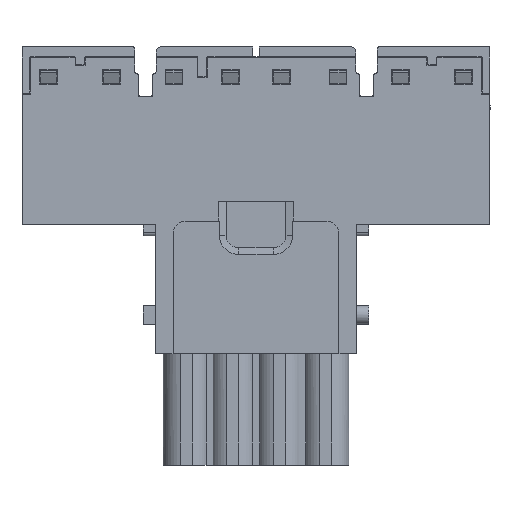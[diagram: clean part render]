
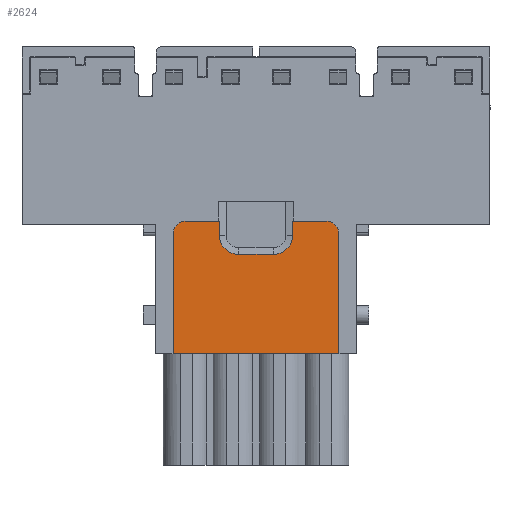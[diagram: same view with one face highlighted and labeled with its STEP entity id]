
A CAD part, left-side view. The second image highlights one B-rep face of the part: STEP entity #2624.
In plain terms, the highlighted planar face has unit normal (-1, 0, 0).
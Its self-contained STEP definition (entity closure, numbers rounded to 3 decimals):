
#2540=AXIS2_PLACEMENT_3D('Plane Axis2P3D',#2537,#2538,#2539) ;
#2544=AXIS2_PLACEMENT_3D('Circle Axis2P3D',#2542,#2543,$) ;
#2565=AXIS2_PLACEMENT_3D('Circle Axis2P3D',#2563,#2564,$) ;
#2579=AXIS2_PLACEMENT_3D('Circle Axis2P3D',#2577,#2578,$) ;
#2600=AXIS2_PLACEMENT_3D('Circle Axis2P3D',#2598,#2599,$) ;
#124=CARTESIAN_POINT('Vertex',(0.02,22.75,16.8)) ;
#127=CARTESIAN_POINT('Line Origine',(0.02,35.25,16.8)) ;
#131=CARTESIAN_POINT('Vertex',(0.02,47.75,16.8)) ;
#2522=CARTESIAN_POINT('Vertex',(0.02,22.75,34.75)) ;
#2525=CARTESIAN_POINT('Line Origine',(0.02,22.75,25.775)) ;
#2537=CARTESIAN_POINT('Axis2P3D Location',(0.02,35.25,36.1)) ;
#2542=CARTESIAN_POINT('Axis2P3D Location',(0.02,24.75,34.75)) ;
#2546=CARTESIAN_POINT('Vertex',(0.02,24.75,36.75)) ;
#2549=CARTESIAN_POINT('Line Origine',(0.02,27.24,36.75)) ;
#2553=CARTESIAN_POINT('Vertex',(0.02,29.729,36.75)) ;
#2556=CARTESIAN_POINT('Line Origine',(0.02,29.729,35.683)) ;
#2560=CARTESIAN_POINT('Vertex',(0.02,29.729,34.616)) ;
#2563=CARTESIAN_POINT('Axis2P3D Location',(0.02,32.616,34.616)) ;
#2567=CARTESIAN_POINT('Vertex',(0.02,32.616,31.729)) ;
#2570=CARTESIAN_POINT('Line Origine',(0.02,35.25,31.729)) ;
#2574=CARTESIAN_POINT('Vertex',(0.02,37.884,31.729)) ;
#2577=CARTESIAN_POINT('Axis2P3D Location',(0.02,37.884,34.616)) ;
#2581=CARTESIAN_POINT('Vertex',(0.02,40.771,34.616)) ;
#2584=CARTESIAN_POINT('Line Origine',(0.02,40.771,35.683)) ;
#2588=CARTESIAN_POINT('Vertex',(0.02,40.771,36.75)) ;
#2591=CARTESIAN_POINT('Line Origine',(0.02,43.26,36.75)) ;
#2595=CARTESIAN_POINT('Vertex',(0.02,45.75,36.75)) ;
#2598=CARTESIAN_POINT('Axis2P3D Location',(0.02,45.75,34.75)) ;
#2602=CARTESIAN_POINT('Vertex',(0.02,47.75,34.75)) ;
#2605=CARTESIAN_POINT('Line Origine',(0.02,47.75,25.775)) ;
#128=DIRECTION('Vector Direction',(0.,1.,0.)) ;
#2526=DIRECTION('Vector Direction',(0.,0.,1.)) ;
#2538=DIRECTION('Axis2P3D Direction',(1.,0.,0.)) ;
#2539=DIRECTION('Axis2P3D XDirection',(0.,1.,0.)) ;
#2543=DIRECTION('Axis2P3D Direction',(1.,0.,0.)) ;
#2550=DIRECTION('Vector Direction',(0.,1.,0.)) ;
#2557=DIRECTION('Vector Direction',(0.,0.,1.)) ;
#2564=DIRECTION('Axis2P3D Direction',(1.,0.,0.)) ;
#2571=DIRECTION('Vector Direction',(0.,-1.,0.)) ;
#2578=DIRECTION('Axis2P3D Direction',(1.,0.,0.)) ;
#2585=DIRECTION('Vector Direction',(0.,0.,1.)) ;
#2592=DIRECTION('Vector Direction',(0.,1.,0.)) ;
#2599=DIRECTION('Axis2P3D Direction',(1.,0.,0.)) ;
#2606=DIRECTION('Vector Direction',(0.,0.,-1.)) ;
#129=VECTOR('Line Direction',#128,1.) ;
#2527=VECTOR('Line Direction',#2526,1.) ;
#2551=VECTOR('Line Direction',#2550,1.) ;
#2558=VECTOR('Line Direction',#2557,1.) ;
#2572=VECTOR('Line Direction',#2571,1.) ;
#2586=VECTOR('Line Direction',#2585,1.) ;
#2593=VECTOR('Line Direction',#2592,1.) ;
#2607=VECTOR('Line Direction',#2606,1.) ;
#2611=ORIENTED_EDGE('',*,*,#133,.F.) ;
#2612=ORIENTED_EDGE('',*,*,#2529,.T.) ;
#2613=ORIENTED_EDGE('',*,*,#2548,.T.) ;
#2614=ORIENTED_EDGE('',*,*,#2555,.T.) ;
#2615=ORIENTED_EDGE('',*,*,#2562,.F.) ;
#2616=ORIENTED_EDGE('',*,*,#2569,.T.) ;
#2617=ORIENTED_EDGE('',*,*,#2576,.F.) ;
#2618=ORIENTED_EDGE('',*,*,#2583,.T.) ;
#2619=ORIENTED_EDGE('',*,*,#2590,.T.) ;
#2620=ORIENTED_EDGE('',*,*,#2597,.T.) ;
#2621=ORIENTED_EDGE('',*,*,#2604,.T.) ;
#2622=ORIENTED_EDGE('',*,*,#2609,.T.) ;
#2624=ADVANCED_FACE('Hauptk\X2\00F6\X0\rper',(#2623),#2541,.F.) ;
#2545=CIRCLE('generated circle',#2544,2.) ;
#2566=CIRCLE('generated circle',#2565,2.887) ;
#2580=CIRCLE('generated circle',#2579,2.887) ;
#2601=CIRCLE('generated circle',#2600,2.) ;
#133=EDGE_CURVE('',#125,#132,#130,.T.) ;
#2529=EDGE_CURVE('',#125,#2523,#2528,.T.) ;
#2548=EDGE_CURVE('',#2523,#2547,#2545,.F.) ;
#2555=EDGE_CURVE('',#2547,#2554,#2552,.T.) ;
#2562=EDGE_CURVE('',#2561,#2554,#2559,.T.) ;
#2569=EDGE_CURVE('',#2561,#2568,#2566,.T.) ;
#2576=EDGE_CURVE('',#2575,#2568,#2573,.T.) ;
#2583=EDGE_CURVE('',#2575,#2582,#2580,.T.) ;
#2590=EDGE_CURVE('',#2582,#2589,#2587,.T.) ;
#2597=EDGE_CURVE('',#2589,#2596,#2594,.T.) ;
#2604=EDGE_CURVE('',#2596,#2603,#2601,.F.) ;
#2609=EDGE_CURVE('',#2603,#132,#2608,.T.) ;
#2610=EDGE_LOOP('',(#2611,#2612,#2613,#2614,#2615,#2616,#2617,#2618,#2619,#2620,#2621,#2622)) ;
#2623=FACE_OUTER_BOUND('',#2610,.T.) ;
#130=LINE('Line',#127,#129) ;
#2528=LINE('Line',#2525,#2527) ;
#2552=LINE('Line',#2549,#2551) ;
#2559=LINE('Line',#2556,#2558) ;
#2573=LINE('Line',#2570,#2572) ;
#2587=LINE('Line',#2584,#2586) ;
#2594=LINE('Line',#2591,#2593) ;
#2608=LINE('Line',#2605,#2607) ;
#2541=PLANE('',#2540) ;
#125=VERTEX_POINT('',#124) ;
#132=VERTEX_POINT('',#131) ;
#2523=VERTEX_POINT('',#2522) ;
#2547=VERTEX_POINT('',#2546) ;
#2554=VERTEX_POINT('',#2553) ;
#2561=VERTEX_POINT('',#2560) ;
#2568=VERTEX_POINT('',#2567) ;
#2575=VERTEX_POINT('',#2574) ;
#2582=VERTEX_POINT('',#2581) ;
#2589=VERTEX_POINT('',#2588) ;
#2596=VERTEX_POINT('',#2595) ;
#2603=VERTEX_POINT('',#2602) ;
